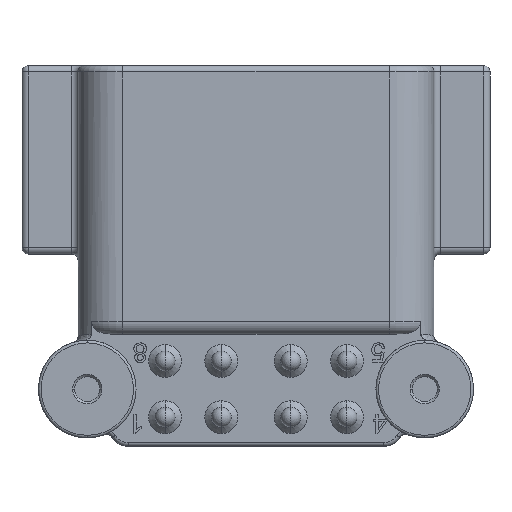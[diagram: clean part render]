
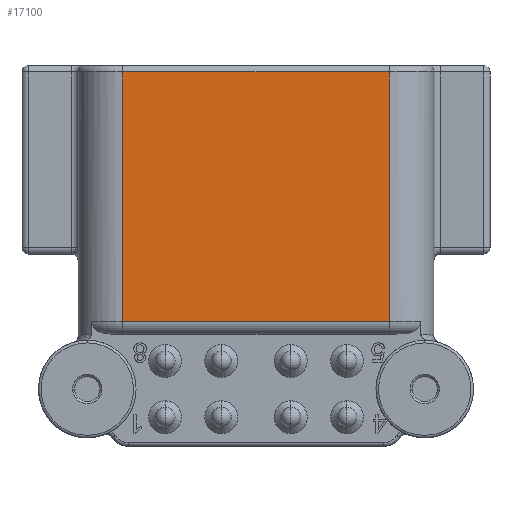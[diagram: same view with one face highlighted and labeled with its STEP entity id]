
A CAD part, front view. The second image highlights one B-rep face of the part: STEP entity #17100.
In plain terms, the highlighted planar face has unit normal (0, -1, 0).
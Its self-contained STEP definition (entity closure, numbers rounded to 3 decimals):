
#3631=DIRECTION('',(0.,0.,1.));
#3632=VECTOR('',#3631,19.6);
#3633=CARTESIAN_POINT('',(10.475,-11.66,-0.5));
#3634=LINE('',#3633,#3632);
#4039=DIRECTION('',(1.,0.,0.));
#4040=VECTOR('',#4039,20.95);
#4041=CARTESIAN_POINT('',(-10.475,-11.66,19.1));
#4042=LINE('',#4041,#4040);
#4043=DIRECTION('',(0.,0.,1.));
#4044=VECTOR('',#4043,19.6);
#4045=CARTESIAN_POINT('',(-10.475,-11.66,-0.5));
#4046=LINE('',#4045,#4044);
#4051=DIRECTION('',(-1.,0.,0.));
#4052=VECTOR('',#4051,20.95);
#4053=CARTESIAN_POINT('',(10.475,-11.66,-0.5));
#4054=LINE('',#4053,#4052);
#10329=CARTESIAN_POINT('',(-10.475,-11.66,-0.5));
#10331=VERTEX_POINT('',#10329);
#10498=CARTESIAN_POINT('',(10.475,-11.66,-0.5));
#10500=VERTEX_POINT('',#10498);
#11859=CARTESIAN_POINT('',(10.475,-11.66,19.1));
#11860=VERTEX_POINT('',#11859);
#11863=CARTESIAN_POINT('',(-10.475,-11.66,19.1));
#11864=VERTEX_POINT('',#11863);
#17087=CARTESIAN_POINT('',(-10.475,-11.66,-1.5));
#17088=DIRECTION('',(0.,-1.,0.));
#17089=DIRECTION('',(0.,0.,-1.));
#17090=AXIS2_PLACEMENT_3D('',#17087,#17088,#17089);
#17091=PLANE('',#17090);
#17092=ORIENTED_EDGE('',*,*,#17081,.T.);
#17093=ORIENTED_EDGE('',*,*,#16663,.F.);
#17095=ORIENTED_EDGE('',*,*,#17094,.T.);
#17097=ORIENTED_EDGE('',*,*,#17096,.T.);
#17098=EDGE_LOOP('',(#17092,#17093,#17095,#17097));
#17099=FACE_OUTER_BOUND('',#17098,.F.);
#17100=ADVANCED_FACE('',(#17099),#17091,.T.);
#16663=EDGE_CURVE('',#10500,#11860,#3634,.T.);
#17081=EDGE_CURVE('',#11864,#11860,#4042,.T.);
#17094=EDGE_CURVE('',#10500,#10331,#4054,.T.);
#17096=EDGE_CURVE('',#10331,#11864,#4046,.T.);
